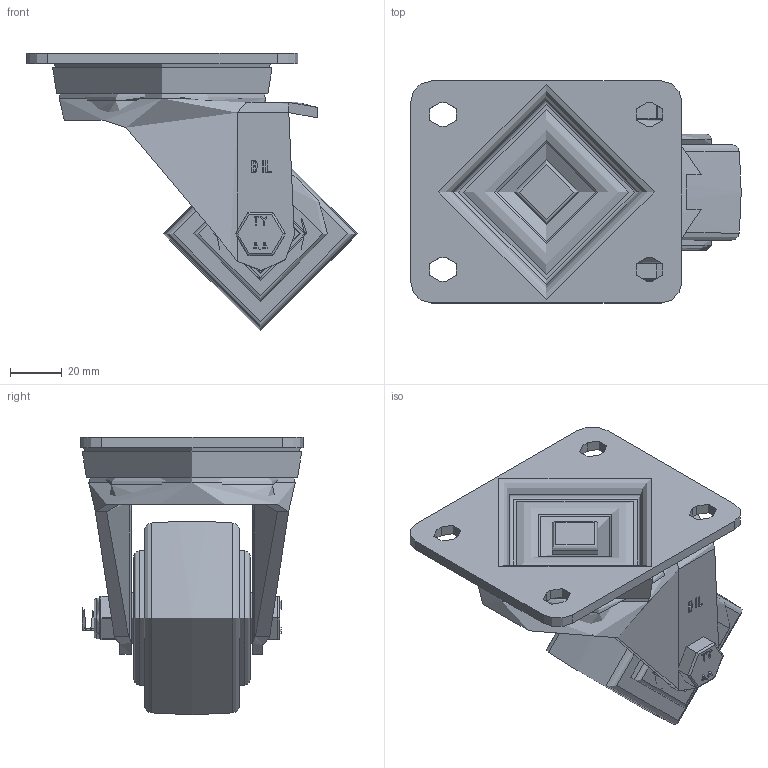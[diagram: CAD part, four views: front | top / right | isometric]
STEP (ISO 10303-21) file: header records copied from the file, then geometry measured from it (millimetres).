
FILE_DESCRIPTION(/* description */ (''),/* implementation_level */ '2;1');
FILE_NAME(/* name */ 'BZHD75NYBJ - 2.step',/* time_stamp */ '2025-04-11T14:56:28+01:00',/* author */ (''),/* organization */ (''),/* preprocessor_version */ 'ST-DEVELOPER v20.1',/* originating_system */ 'Autodesk Translation Framework v14.4.0.0',/* authorisation */ '');
FILE_SCHEMA (('AUTOMOTIVE_DESIGN { 1 0 10303 214 3 1 1 }'));
Length unit declared in the file: millimetre
Products named in the file (35): BZHD75NYBJ - 2; BZH80AS - 2 - 47 v1; BZH80AS - 2 v2 (1); ZINC PLATED, PRESSED STEEL TOP PLATE (1); ZINC PLATED, PRESSED STEEL FORKS (1); BEARING SEAL (1); BZHD75WNYBJM15 v1; NYLON WHEEL; BEARING 6202; METAL; METAL2; Pattern; Component1; MIDDLE; RUBBER; RUBBER2; BEARING 62022; METAL3; METAL4; Pattern2; Component12; MIDDLE2; RUBBER3; RUBBER4; BEARING SPACER; TH15X1X10 v1; ZINC PLATED HEADED SPACER; TH15X1X10 v1 (1); ZINC PLATED HEADED SPACER (1); HEXBOLTM10X70Z8.8 v2; GRADE 8.8 THREADED ZINC PLATED BOLT; NYLOCM10Z v1; NYLOC NUT; RUBBER (1); NUT
Assembly tree (48 placements, depth 5):
  BZHD75NYBJ - 2
    BZH80AS - 2 - 47 v1
      BZH80AS - 2 v2 (1)
        ZINC PLATED, PRESSED STEEL TOP PLATE (1)
        ZINC PLATED, PRESSED STEEL FORKS (1)
        BEARING SEAL (1)
    BZHD75WNYBJM15 v1
      NYLON WHEEL
      BEARING 6202
        METAL
        METAL2
        Pattern
          Component1  x8
        MIDDLE
        RUBBER
        RUBBER2
      BEARING 62022
        METAL3
        METAL4
        Pattern2
          Component12  x8
        MIDDLE2
        RUBBER3
        RUBBER4
      BEARING SPACER
    TH15X1X10 v1
      ZINC PLATED HEADED SPACER
    TH15X1X10 v1 (1)
      ZINC PLATED HEADED SPACER (1)
    HEXBOLTM10X70Z8.8 v2
      GRADE 8.8 THREADED ZINC PLATED BOLT
    NYLOCM10Z v1
      NYLOC NUT
        RUBBER (1)
        NUT
Bounding box: 128 x 86 x 107.5 mm (x, y, z)
Volume: 284007.8 mm3; surface area: 109019.6 mm2
Topology: 36 solids, 36 shells, 1067 faces, 2645 edges, 1742 vertices
Faces by surface type: plane 432, bspline 331, cylinder 199, sphere 60, torus 28, cone 17
Full cylindrical faces by diameter (mm): 8.141 x18, 9.85 x19, 10 x3, 10.2 x2, 10.25 x2, 12 x2, 14.75 x2, 15 x3, 16 x2, 18 x2, 19 x1, 20 x11, 22.5 x4, 23 x4, 25 x2, 30 x8, 30.5 x4, 31 x9, 32 x4, 35 x4, 50.5 x1, 52 x2, 72 x1, 80 x1
Entity records: 41625 total; most frequent: CARTESIAN_POINT 17572, ORIENTED_EDGE 5142, DIRECTION 3950, EDGE_CURVE 2571, VERTEX_POINT 1714, AXIS2_PLACEMENT_3D 1409, EDGE_LOOP 1285, LINE 1132
